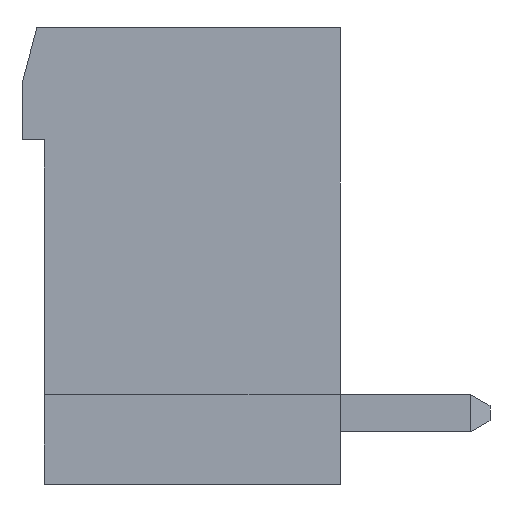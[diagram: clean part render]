
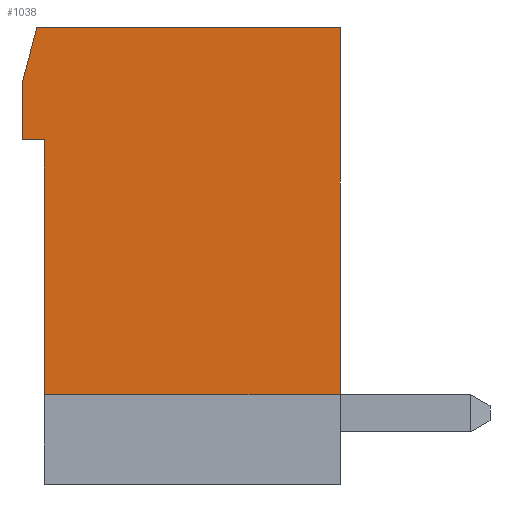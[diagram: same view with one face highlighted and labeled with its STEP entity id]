
A CAD part, front view. The second image highlights one B-rep face of the part: STEP entity #1038.
In plain terms, the highlighted planar face has unit normal (0, -1, 0).
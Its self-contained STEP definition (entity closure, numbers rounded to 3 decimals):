
#1038 = ADVANCED_FACE( '', ( #2279 ), #2280, .F. );
#2279 = FACE_OUTER_BOUND( '', #3711, .T. );
#2280 = PLANE( '', #3712 );
#3711 = EDGE_LOOP( '', ( #6761, #6762, #6763, #6764, #6765, #6766, #6767 ) );
#3712 = AXIS2_PLACEMENT_3D( '', #6768, #6769, #6770 );
#6761 = ORIENTED_EDGE( '', *, *, #9103, .T. );
#6762 = ORIENTED_EDGE( '', *, *, #9613, .T. );
#6763 = ORIENTED_EDGE( '', *, *, #8479, .T. );
#6764 = ORIENTED_EDGE( '', *, *, #9653, .T. );
#6765 = ORIENTED_EDGE( '', *, *, #9654, .T. );
#6766 = ORIENTED_EDGE( '', *, *, #9164, .T. );
#6767 = ORIENTED_EDGE( '', *, *, #9655, .T. );
#6768 = CARTESIAN_POINT( '', ( 16.4, -44.72, -3. ) );
#6769 = DIRECTION( '', ( 0., 1., 0. ) );
#6770 = DIRECTION( '', ( 0., 0., -1. ) );
#8479 = EDGE_CURVE( '', #10140, #10138, #10141, .T. );
#9103 = EDGE_CURVE( '', #11201, #11199, #11202, .T. );
#9164 = EDGE_CURVE( '', #11289, #11287, #11290, .T. );
#9613 = EDGE_CURVE( '', #11199, #10140, #11896, .T. );
#9653 = EDGE_CURVE( '', #10138, #11943, #11944, .T. );
#9654 = EDGE_CURVE( '', #11943, #11289, #11945, .T. );
#9655 = EDGE_CURVE( '', #11287, #11201, #11946, .T. );
#10138 = VERTEX_POINT( '', #12529 );
#10140 = VERTEX_POINT( '', #12532 );
#10141 = LINE( '', #12533, #12534 );
#11199 = VERTEX_POINT( '', #14090 );
#11201 = VERTEX_POINT( '', #14093 );
#11202 = LINE( '', #14094, #14095 );
#11287 = VERTEX_POINT( '', #14222 );
#11289 = VERTEX_POINT( '', #14225 );
#11290 = LINE( '', #14226, #14227 );
#11896 = LINE( '', #15141, #15142 );
#11943 = VERTEX_POINT( '', #15213 );
#11944 = LINE( '', #15214, #15215 );
#11945 = LINE( '', #15216, #15217 );
#11946 = LINE( '', #15218, #15219 );
#12529 = CARTESIAN_POINT( '', ( 25., -44.72, 0. ) );
#12532 = CARTESIAN_POINT( '', ( 25., -44.72, -9.8 ) );
#12533 = CARTESIAN_POINT( '', ( 25., -44.72, 0. ) );
#12534 = VECTOR( '', #15872, 1000. );
#14090 = CARTESIAN_POINT( '', ( 17.1, -44.72, -9.8 ) );
#14093 = CARTESIAN_POINT( '', ( 17.1, -44.72, -3. ) );
#14094 = CARTESIAN_POINT( '', ( 17.1, -44.72, -9.8 ) );
#14095 = VECTOR( '', #16456, 1000. );
#14222 = CARTESIAN_POINT( '', ( 16.5, -44.72, -3. ) );
#14225 = CARTESIAN_POINT( '', ( 16.5, -44.72, -1.493 ) );
#14226 = CARTESIAN_POINT( '', ( 16.5, -44.72, -3. ) );
#14227 = VECTOR( '', #16512, 1000. );
#15141 = CARTESIAN_POINT( '', ( 25., -44.72, -9.8 ) );
#15142 = VECTOR( '', #16860, 1000. );
#15213 = CARTESIAN_POINT( '', ( 16.9, -44.72, 0. ) );
#15214 = CARTESIAN_POINT( '', ( 16.8, -44.72, 0. ) );
#15215 = VECTOR( '', #16888, 1000. );
#15216 = CARTESIAN_POINT( '', ( 16.5, -44.72, -1.493 ) );
#15217 = VECTOR( '', #16889, 1000. );
#15218 = CARTESIAN_POINT( '', ( 16.9, -44.72, -3. ) );
#15219 = VECTOR( '', #16890, 1000. );
#15872 = DIRECTION( '', ( 0., 0., 1. ) );
#16456 = DIRECTION( '', ( 0., 0., -1. ) );
#16512 = DIRECTION( '', ( 0., 0., -1. ) );
#16860 = DIRECTION( '', ( 1., 0., 0. ) );
#16888 = DIRECTION( '', ( -1., 0., 0. ) );
#16889 = DIRECTION( '', ( -0.259, 0., -0.966 ) );
#16890 = DIRECTION( '', ( 1., 0., 0. ) );
